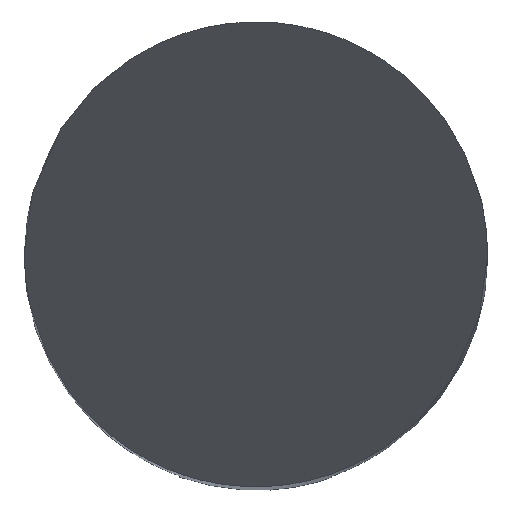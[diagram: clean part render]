
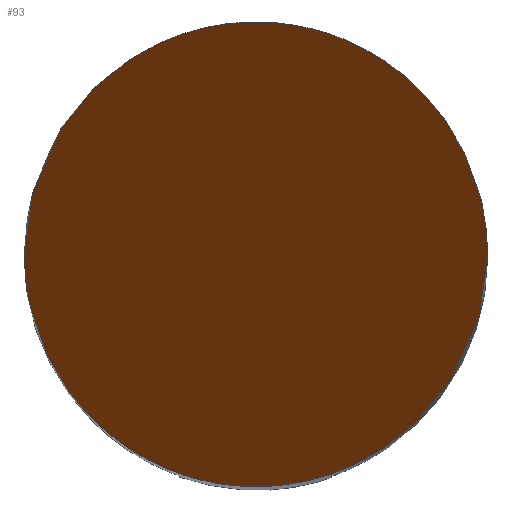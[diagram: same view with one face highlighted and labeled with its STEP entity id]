
A CAD part, top view. The second image highlights one B-rep face of the part: STEP entity #93.
In plain terms, the highlighted planar face has unit normal (0, -0.866, 0.5).
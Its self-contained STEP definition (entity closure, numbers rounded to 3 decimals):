
#48=PLANE('',#686);
#93=ADVANCED_FACE('FLCHE2',(#134),#48,.F.);
#134=FACE_OUTER_BOUND('',#169,.T.);
#169=EDGE_LOOP('',(#307,#308));
#307=ORIENTED_EDGE('',*,*,#507,.F.);
#308=ORIENTED_EDGE('',*,*,#523,.F.);
#447=VERTEX_POINT('',#999);
#448=VERTEX_POINT('',#1000);
#507=EDGE_CURVE('',#447,#448,#624,.T.);
#523=EDGE_CURVE('',#448,#447,#628,.T.);
#624=(
BOUNDED_CURVE()
B_SPLINE_CURVE(3,(#995,#996,#997,#998),.UNSPECIFIED.,.F.,.F.)
B_SPLINE_CURVE_WITH_KNOTS((4,4),(0.,1.),.UNSPECIFIED.)
CURVE()
GEOMETRIC_REPRESENTATION_ITEM()
RATIONAL_B_SPLINE_CURVE((1.,0.333,0.333,1.))
REPRESENTATION_ITEM('')
);
#628=(
BOUNDED_CURVE()
B_SPLINE_CURVE(3,(#1071,#1072,#1073,#1074),.UNSPECIFIED.,.F.,.F.)
B_SPLINE_CURVE_WITH_KNOTS((4,4),(0.,1.),.UNSPECIFIED.)
CURVE()
GEOMETRIC_REPRESENTATION_ITEM()
RATIONAL_B_SPLINE_CURVE((1.,0.333,0.333,1.))
REPRESENTATION_ITEM('')
);
#686=AXIS2_PLACEMENT_3D('',#1140,#765,#766);
#765=DIRECTION('',(0.,0.866,-0.5));
#766=DIRECTION('',(0.,0.5,0.866));
#995=CARTESIAN_POINT('',(-4.,0.,0.));
#996=CARTESIAN_POINT('',(-4.,8.,13.856));
#997=CARTESIAN_POINT('',(4.,8.,13.856));
#998=CARTESIAN_POINT('',(4.,0.,0.));
#999=CARTESIAN_POINT('',(-4.,0.,0.));
#1000=CARTESIAN_POINT('',(4.,0.,0.));
#1071=CARTESIAN_POINT('',(4.,0.,0.));
#1072=CARTESIAN_POINT('',(4.,-8.,-13.856));
#1073=CARTESIAN_POINT('',(-4.,-8.,-13.856));
#1074=CARTESIAN_POINT('',(-4.,0.,0.));
#1140=CARTESIAN_POINT('',(4.,4.,6.928));
